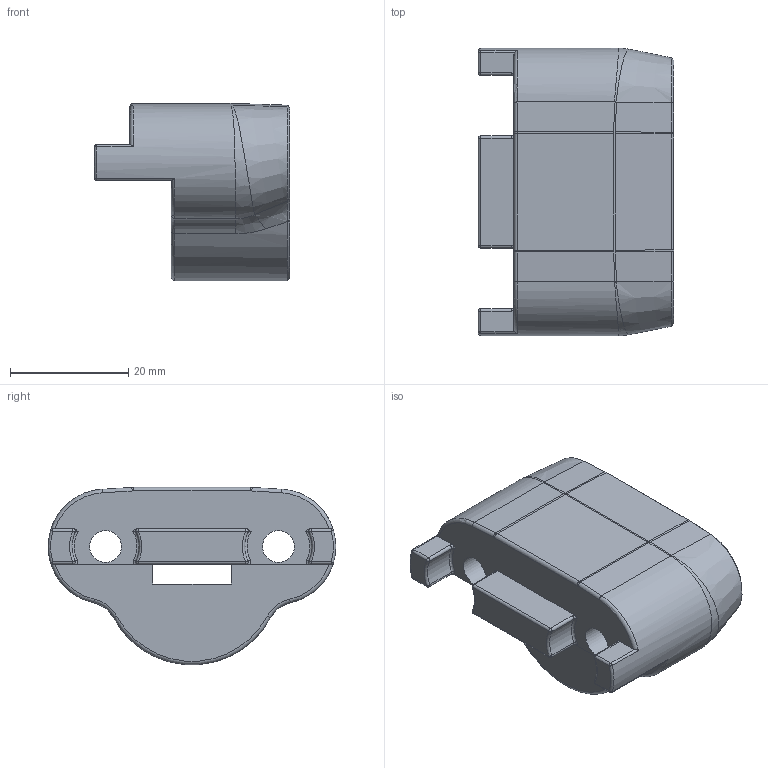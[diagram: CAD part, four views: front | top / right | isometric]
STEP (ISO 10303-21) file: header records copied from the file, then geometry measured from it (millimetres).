
FILE_DESCRIPTION(/* description */ (''),/* implementation_level */ '2;1');
FILE_NAME(/* name */ 'side_spool_holder_base.step',/* time_stamp */ '2024-04-28T09:18:48-07:00',/* author */ (''),/* organization */ (''),/* preprocessor_version */ 'ST-DEVELOPER v20',/* originating_system */ 'Autodesk Translation Framework v12.20.1.177',/* authorisation */ '');
FILE_SCHEMA (('AUTOMOTIVE_DESIGN { 1 0 10303 214 3 1 1 }'));
Length unit declared in the file: millimetre
Products named in the file (1): Top_Spool_Holder_Lower
Bounding box: 33 x 48.6 x 29.95 mm (x, y, z)
Volume: 20276.5 mm3; surface area: 8198.7 mm2
Topology: 1 solids, 1 shells, 178 faces, 432 edges, 256 vertices
Faces by surface type: plane 61, cylinder 43, bspline 32, torus 23, sphere 12, cone 7
Full cylindrical faces by diameter (mm): 5.4 x2, 10 x2
Entity records: 6144 total; most frequent: CARTESIAN_POINT 2072, ORIENTED_EDGE 864, DIRECTION 813, EDGE_CURVE 432, AXIS2_PLACEMENT_3D 307, VERTEX_POINT 256, LINE 199, VECTOR 199
